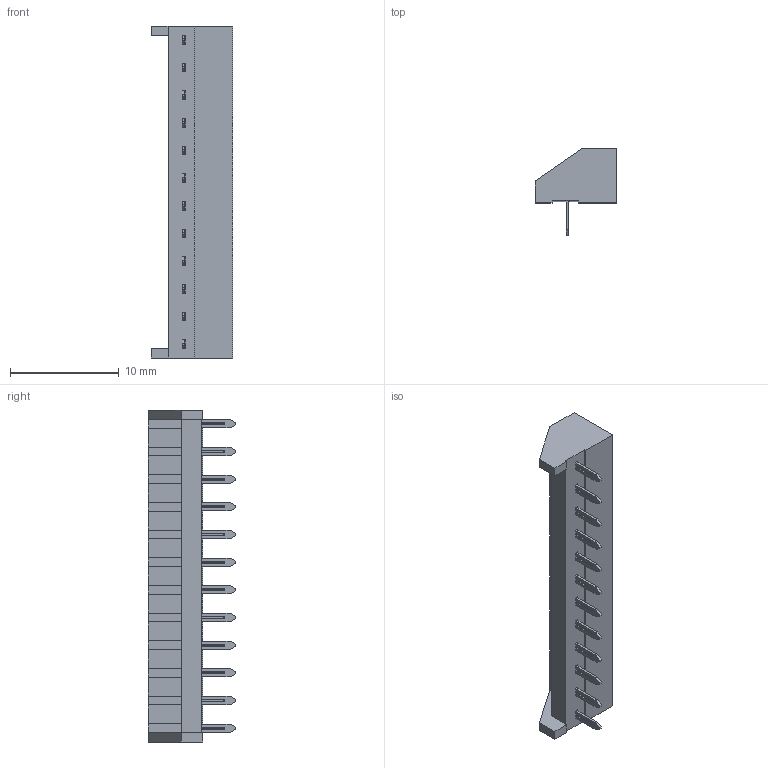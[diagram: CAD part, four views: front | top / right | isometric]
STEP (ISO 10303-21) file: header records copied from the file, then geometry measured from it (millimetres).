
FILE_DESCRIPTION(('CoCreate Modeling STEP Export'),'2;1');
FILE_NAME('MDF7-12S-2.54DSA.stp','2013-05-07T15:33:30',(''),(''),'CoCreate Modeling STEP processor for AP214 (Solid Model)','CoCreate Modeling 17.0 01-Apr-2010 (C) Parametric Technology GmbH','');
FILE_SCHEMA(('AUTOMOTIVE_DESIGN { 1 0 10303 214 1 1 1 1 }'));
Length unit declared in the file: millimetre
Products named in the file (1): MDF7-12S-2.54DSA
Bounding box: 7.5 x 8 x 30.48 mm (x, y, z)
Volume: 637.6 mm3; surface area: 953.7 mm2
Topology: 1 solids, 1 shells, 676 faces, 1864 edges, 1130 vertices
Faces by surface type: plane 412, cylinder 168, torus 96
Entity records: 24188 total; most frequent: ORIENTED_EDGE 3728, CARTESIAN_POINT 3426, DIRECTION 3331, EDGE_CURVE 1864, VECTOR 1261, LINE 1261, VERTEX_POINT 1130, AXIS2_PLACEMENT_3D 1035
